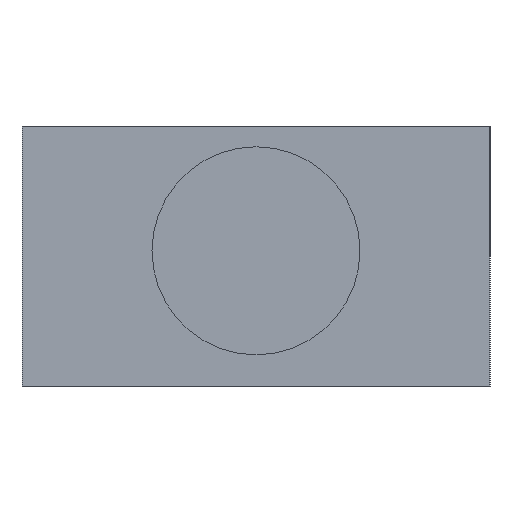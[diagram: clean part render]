
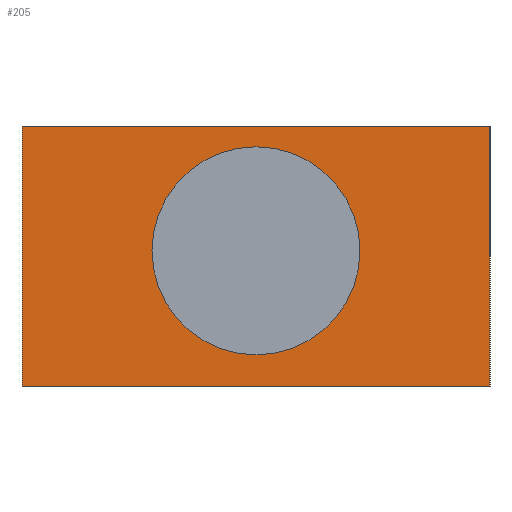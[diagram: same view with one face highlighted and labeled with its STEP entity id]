
A CAD part, left-side view. The second image highlights one B-rep face of the part: STEP entity #205.
In plain terms, the highlighted planar face has unit normal (-1, 0, 0).
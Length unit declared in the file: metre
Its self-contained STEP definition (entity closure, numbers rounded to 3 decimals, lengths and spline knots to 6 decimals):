
#13=CIRCLE('',#232,0.002);
#27=ORIENTED_EDGE('',*,*,#78,.F.);
#28=ORIENTED_EDGE('',*,*,#79,.T.);
#29=ORIENTED_EDGE('',*,*,#80,.F.);
#30=ORIENTED_EDGE('',*,*,#81,.F.);
#31=ORIENTED_EDGE('',*,*,#76,.T.);
#76=EDGE_CURVE('',#102,#101,#120,.T.);
#78=EDGE_CURVE('',#103,#103,#13,.T.);
#79=EDGE_CURVE('',#101,#104,#122,.T.);
#80=EDGE_CURVE('',#105,#104,#123,.T.);
#81=EDGE_CURVE('',#102,#105,#124,.T.);
#101=VERTEX_POINT('',#320);
#102=VERTEX_POINT('',#322);
#103=VERTEX_POINT('',#326);
#104=VERTEX_POINT('',#328);
#105=VERTEX_POINT('',#330);
#120=LINE('',#321,#144);
#122=LINE('',#327,#146);
#123=LINE('',#329,#147);
#124=LINE('',#331,#148);
#144=VECTOR('',#259,1.);
#146=VECTOR('',#265,1.);
#147=VECTOR('',#266,1.);
#148=VECTOR('',#267,1.);
#162=EDGE_LOOP('',(#27));
#163=EDGE_LOOP('',(#28,#29,#30,#31));
#178=FACE_BOUND('',#162,.T.);
#179=FACE_BOUND('',#163,.T.);
#193=PLANE('',#231);
#205=ADVANCED_FACE('',(#178,#179),#193,.F.);
#231=AXIS2_PLACEMENT_3D('',#324,#261,#262);
#232=AXIS2_PLACEMENT_3D('',#325,#263,#264);
#259=DIRECTION('',(0.,0.,-1.));
#261=DIRECTION('',(1.,0.,0.));
#262=DIRECTION('',(0.,0.,-1.));
#263=DIRECTION('',(-1.,0.,0.));
#264=DIRECTION('',(0.,0.,1.));
#265=DIRECTION('',(0.,-1.,0.));
#266=DIRECTION('',(0.,0.,-1.));
#267=DIRECTION('',(0.,-1.,0.));
#320=CARTESIAN_POINT('',(-0.007,0.0045,0.));
#321=CARTESIAN_POINT('',(-0.007,0.0045,0.005));
#322=CARTESIAN_POINT('',(-0.007,0.0045,0.005));
#324=CARTESIAN_POINT('',(-0.007,0.,0.005));
#325=CARTESIAN_POINT('',(-0.007,0.,0.0026));
#326=CARTESIAN_POINT('',(-0.007,0.,0.0046));
#327=CARTESIAN_POINT('',(-0.007,0.,0.));
#328=CARTESIAN_POINT('',(-0.007,-0.0045,0.));
#329=CARTESIAN_POINT('',(-0.007,-0.0045,0.005));
#330=CARTESIAN_POINT('',(-0.007,-0.0045,0.005));
#331=CARTESIAN_POINT('',(-0.007,0.,0.005));
